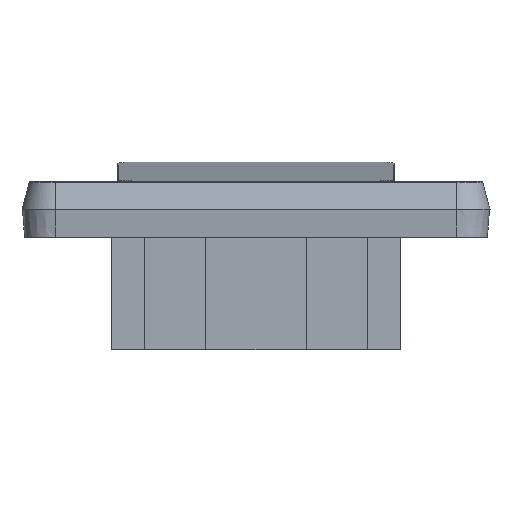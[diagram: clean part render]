
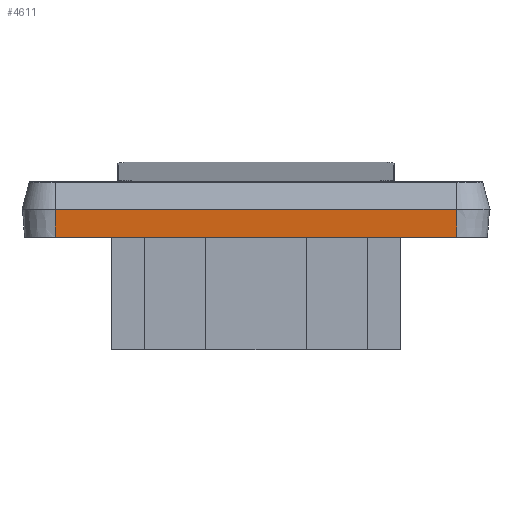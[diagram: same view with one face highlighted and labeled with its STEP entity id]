
A CAD part, front view. The second image highlights one B-rep face of the part: STEP entity #4611.
In plain terms, the highlighted planar face has unit normal (0, -0.998, -0.07).
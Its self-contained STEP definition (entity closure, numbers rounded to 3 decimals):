
#11 = CARTESIAN_POINT ( 'NONE',  ( 0., -41.9, 5. ) ) ;
#166 = CARTESIAN_POINT ( 'NONE',  ( 36., -41.667, 1.667 ) ) ;
#321 = AXIS2_PLACEMENT_3D ( 'NONE', #11, #800, #4461 ) ;
#350 = CARTESIAN_POINT ( 'NONE',  ( -36., -41.9, 5. ) ) ;
#625 = ORIENTED_EDGE ( 'NONE', *, *, #4015, .F. ) ;
#800 = DIRECTION ( 'NONE',  ( 0., -0.998, -0.07 ) ) ;
#872 = B_SPLINE_CURVE_WITH_KNOTS ( 'NONE', 3,
 ( #4595, #3794, #166, #1916 ),
 .UNSPECIFIED., .F., .F.,
 ( 4, 4 ),
 ( 0., 1. ),
 .UNSPECIFIED. ) ;
#1062 = EDGE_CURVE ( 'NONE', #2446, #2182, #4355, .T. ) ;
#1099 = EDGE_CURVE ( 'NONE', #3330, #2446, #2146, .T. ) ;
#1196 = CARTESIAN_POINT ( 'NONE',  ( -36., -41.667, 1.667 ) ) ;
#1213 = ORIENTED_EDGE ( 'NONE', *, *, #1479, .F. ) ;
#1274 = CARTESIAN_POINT ( 'NONE',  ( 36., -41.9, 5. ) ) ;
#1294 = CARTESIAN_POINT ( 'NONE',  ( 36., -41.55, 0. ) ) ;
#1479 = EDGE_CURVE ( 'NONE', #2026, #2182, #872, .T. ) ;
#1590 = FACE_OUTER_BOUND ( 'NONE', #2601, .T. ) ;
#1761 = ORIENTED_EDGE ( 'NONE', *, *, #1099, .T. ) ;
#1797 = CARTESIAN_POINT ( 'NONE',  ( -36., -41.55, 0. ) ) ;
#1916 = CARTESIAN_POINT ( 'NONE',  ( 36., -41.55, 0. ) ) ;
#2026 = VERTEX_POINT ( 'NONE', #4452 ) ;
#2071 = CARTESIAN_POINT ( 'NONE',  ( 12., -41.9, 5. ) ) ;
#2146 = B_SPLINE_CURVE_WITH_KNOTS ( 'NONE', 3,
 ( #2411, #2386, #1196, #2784 ),
 .UNSPECIFIED., .F., .F.,
 ( 4, 4 ),
 ( 0., 1. ),
 .UNSPECIFIED. ) ;
#2182 = VERTEX_POINT ( 'NONE', #1294 ) ;
#2386 = CARTESIAN_POINT ( 'NONE',  ( -36., -41.783, 3.333 ) ) ;
#2411 = CARTESIAN_POINT ( 'NONE',  ( -36., -41.9, 5. ) ) ;
#2446 = VERTEX_POINT ( 'NONE', #3026 ) ;
#2601 = EDGE_LOOP ( 'NONE', ( #625, #1761, #3459, #1213 ) ) ;
#2784 = CARTESIAN_POINT ( 'NONE',  ( -36., -41.55, 0. ) ) ;
#2915 = CARTESIAN_POINT ( 'NONE',  ( -12., -41.9, 5. ) ) ;
#3026 = CARTESIAN_POINT ( 'NONE',  ( -36., -41.55, 0. ) ) ;
#3213 = PLANE ( 'NONE',  #321 ) ;
#3330 = VERTEX_POINT ( 'NONE', #350 ) ;
#3413 = B_SPLINE_CURVE_WITH_KNOTS ( 'NONE', 3,
 ( #5253, #2915, #2071, #1274 ),
 .UNSPECIFIED., .F., .F.,
 ( 4, 4 ),
 ( 0., 1. ),
 .UNSPECIFIED. ) ;
#3416 = CARTESIAN_POINT ( 'NONE',  ( -12., -41.55, 0. ) ) ;
#3459 = ORIENTED_EDGE ( 'NONE', *, *, #1062, .T. ) ;
#3794 = CARTESIAN_POINT ( 'NONE',  ( 36., -41.783, 3.333 ) ) ;
#4015 = EDGE_CURVE ( 'NONE', #3330, #2026, #3413, .T. ) ;
#4050 = CARTESIAN_POINT ( 'NONE',  ( 12., -41.55, 0. ) ) ;
#4355 = B_SPLINE_CURVE_WITH_KNOTS ( 'NONE', 3,
 ( #1797, #3416, #4050, #4366 ),
 .UNSPECIFIED., .F., .F.,
 ( 4, 4 ),
 ( 0., 1. ),
 .UNSPECIFIED. ) ;
#4366 = CARTESIAN_POINT ( 'NONE',  ( 36., -41.55, 0. ) ) ;
#4452 = CARTESIAN_POINT ( 'NONE',  ( 36., -41.9, 5. ) ) ;
#4461 = DIRECTION ( 'NONE',  ( 0., 0.07, -0.998 ) ) ;
#4595 = CARTESIAN_POINT ( 'NONE',  ( 36., -41.9, 5. ) ) ;
#4611 = ADVANCED_FACE ( 'NONE', ( #1590 ), #3213, .T. ) ;
#5253 = CARTESIAN_POINT ( 'NONE',  ( -36., -41.9, 5. ) ) ;
